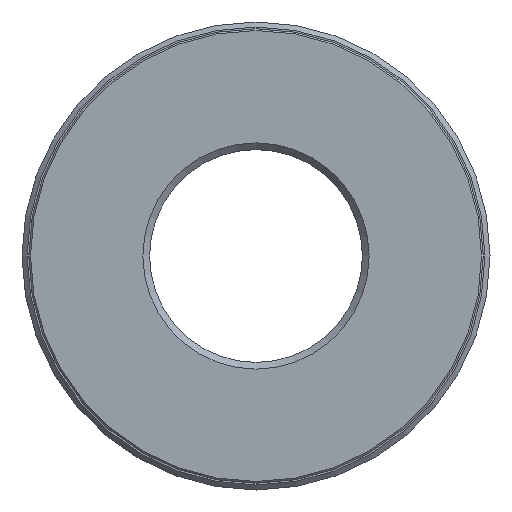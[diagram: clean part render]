
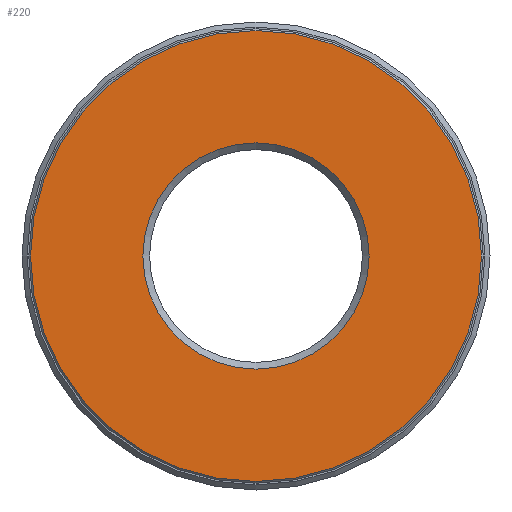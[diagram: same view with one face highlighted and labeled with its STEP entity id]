
A CAD part, front view. The second image highlights one B-rep face of the part: STEP entity #220.
In plain terms, the highlighted planar face has unit normal (0, -1, 0).
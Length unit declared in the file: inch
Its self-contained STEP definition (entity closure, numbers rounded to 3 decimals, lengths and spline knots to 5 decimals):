
#92 = DIRECTION ( 'NONE',  ( 0., 1., 0. ) ) ;
#103 = AXIS2_PLACEMENT_3D ( 'NONE', #555, #92, #413 ) ;
#118 = CARTESIAN_POINT ( 'NONE',  ( 0., 0., 0.3325 ) ) ;
#148 = EDGE_LOOP ( 'NONE', ( #214 ) ) ;
#191 = CIRCLE ( 'NONE', #365, 0.3325 ) ;
#214 = ORIENTED_EDGE ( 'NONE', *, *, #517, .T. ) ;
#220 = ADVANCED_FACE ( 'NONE', ( #561, #424 ), #369, .F. ) ;
#241 = AXIS2_PLACEMENT_3D ( 'NONE', #323, #422, #330 ) ;
#250 = DIRECTION ( 'NONE',  ( 0., 1., 0. ) ) ;
#253 = VERTEX_POINT ( 'NONE', #349 ) ;
#276 = EDGE_LOOP ( 'NONE', ( #505 ) ) ;
#302 = VERTEX_POINT ( 'NONE', #118 ) ;
#323 = CARTESIAN_POINT ( 'NONE',  ( 0., 0., 0. ) ) ;
#330 = DIRECTION ( 'NONE',  ( 0., 0., 1. ) ) ;
#349 = CARTESIAN_POINT ( 'NONE',  ( 0., 0., 0.6625 ) ) ;
#365 = AXIS2_PLACEMENT_3D ( 'NONE', #472, #250, #393 ) ;
#367 = EDGE_CURVE ( 'NONE', #253, #253, #571, .T. ) ;
#369 = PLANE ( 'NONE',  #241 ) ;
#393 = DIRECTION ( 'NONE',  ( 0., 0., 1. ) ) ;
#413 = DIRECTION ( 'NONE',  ( 0., 0., 1. ) ) ;
#422 = DIRECTION ( 'NONE',  ( 0., 1., 0. ) ) ;
#424 = FACE_BOUND ( 'NONE', #148, .T. ) ;
#472 = CARTESIAN_POINT ( 'NONE',  ( 0., 0., 0. ) ) ;
#505 = ORIENTED_EDGE ( 'NONE', *, *, #367, .F. ) ;
#517 = EDGE_CURVE ( 'NONE', #302, #302, #191, .T. ) ;
#555 = CARTESIAN_POINT ( 'NONE',  ( 0., 0., 0. ) ) ;
#561 = FACE_OUTER_BOUND ( 'NONE', #276, .T. ) ;
#571 = CIRCLE ( 'NONE', #103, 0.6625 ) ;
